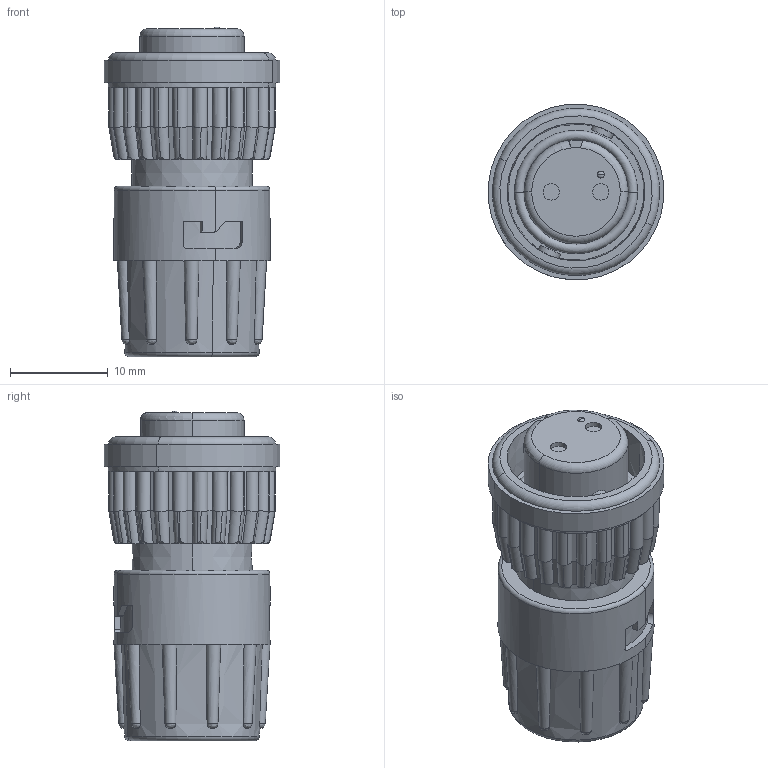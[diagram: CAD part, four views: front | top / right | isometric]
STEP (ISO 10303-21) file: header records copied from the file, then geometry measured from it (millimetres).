
FILE_DESCRIPTION (( 'STEP AP203' ), '1' );
FILE_NAME ('6280-2SG-321.STEP', '2014-04-14T20:52:37', ( '' ), ( '' ), 'SwSTEP 2.0', 'SolidWorks 2014', '' );
FILE_SCHEMA (( 'CONFIG_CONTROL_DESIGN' ));
Length unit declared in the file: inch
Products named in the file (1): 6280-2SG-321
Bounding box: 18 x 18 x 33.81 mm (x, y, z)
Volume: 5586.9 mm3; surface area: 2934.4 mm2
Topology: 1 solids, 1 shells, 339 faces, 929 edges, 604 vertices
Faces by surface type: cylinder 176, plane 73, torus 36, cone 32, bspline 20, sphere 2
Entity records: 15281 total; most frequent: CARTESIAN_POINT 7492, ORIENTED_EDGE 1858, DIRECTION 1415, EDGE_CURVE 929, VERTEX_POINT 604, AXIS2_PLACEMENT_3D 592, EDGE_LOOP 351, ADVANCED_FACE 339
